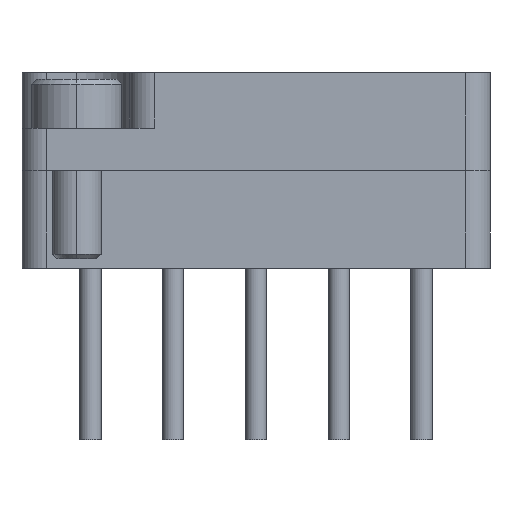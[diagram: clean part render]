
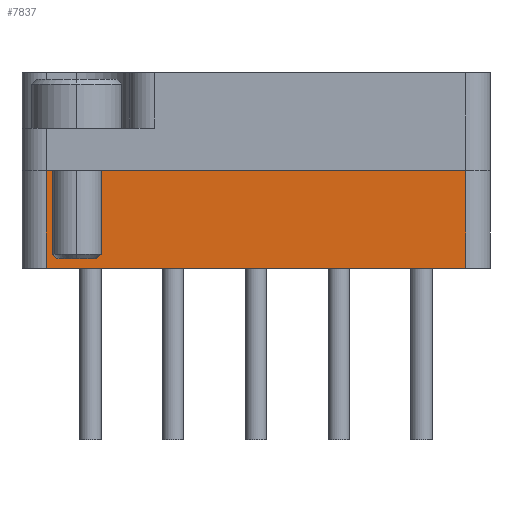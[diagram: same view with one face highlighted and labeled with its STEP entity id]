
A CAD part, front view. The second image highlights one B-rep face of the part: STEP entity #7837.
In plain terms, the highlighted face is planar.
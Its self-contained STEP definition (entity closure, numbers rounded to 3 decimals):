
#55 = VECTOR ( 'NONE', #15069, 1000. ) ;
#2102 = PLANE ( 'NONE',  #19294 ) ;
#2569 = VERTEX_POINT ( 'NONE', #11590 ) ;
#2633 = VERTEX_POINT ( 'NONE', #5766 ) ;
#2950 = VECTOR ( 'NONE', #15689, 1000. ) ;
#3007 = LINE ( 'NONE', #9341, #2950 ) ;
#3606 = LINE ( 'NONE', #17975, #6556 ) ;
#4317 = EDGE_CURVE ( 'NONE', #2633, #6670, #16705, .T. ) ;
#5309 = EDGE_CURVE ( 'NONE', #2569, #2633, #3606, .T. ) ;
#5766 = CARTESIAN_POINT ( 'NONE',  ( 22., 0., 12.85 ) ) ;
#6161 = CARTESIAN_POINT ( 'NONE',  ( 22., -6., 12.85 ) ) ;
#6454 = DIRECTION ( 'NONE',  ( 0., 0., 1. ) ) ;
#6556 = VECTOR ( 'NONE', #16395, 1000. ) ;
#6670 = VERTEX_POINT ( 'NONE', #6161 ) ;
#7837 = ADVANCED_FACE ( 'NONE', ( #8027 ), #2102, .F. ) ;
#8027 = FACE_OUTER_BOUND ( 'NONE', #8223, .T. ) ;
#8223 = EDGE_LOOP ( 'NONE', ( #15837, #16768, #11925, #11282 ) ) ;
#8930 = CARTESIAN_POINT ( 'NONE',  ( 22., 0., -12.85 ) ) ;
#9153 = EDGE_CURVE ( 'NONE', #17597, #2569, #16836, .T. ) ;
#9341 = CARTESIAN_POINT ( 'NONE',  ( 22., -6., 14.35 ) ) ;
#10141 = DIRECTION ( 'NONE',  ( 0., -1., 0. ) ) ;
#11282 = ORIENTED_EDGE ( 'NONE', *, *, #4317, .T. ) ;
#11590 = CARTESIAN_POINT ( 'NONE',  ( 22., 0., -12.85 ) ) ;
#11925 = ORIENTED_EDGE ( 'NONE', *, *, #5309, .T. ) ;
#13818 = CARTESIAN_POINT ( 'NONE',  ( 22., -6., -12.85 ) ) ;
#14674 = DIRECTION ( 'NONE',  ( -1., 0., 0. ) ) ;
#15069 = DIRECTION ( 'NONE',  ( 0., 1., 0. ) ) ;
#15135 = EDGE_CURVE ( 'NONE', #17597, #6670, #3007, .T. ) ;
#15689 = DIRECTION ( 'NONE',  ( 0., 0., 1. ) ) ;
#15837 = ORIENTED_EDGE ( 'NONE', *, *, #15135, .F. ) ;
#16395 = DIRECTION ( 'NONE',  ( 0., 0., 1. ) ) ;
#16705 = LINE ( 'NONE', #18075, #20467 ) ;
#16768 = ORIENTED_EDGE ( 'NONE', *, *, #9153, .T. ) ;
#16836 = LINE ( 'NONE', #8930, #55 ) ;
#17597 = VERTEX_POINT ( 'NONE', #13818 ) ;
#17975 = CARTESIAN_POINT ( 'NONE',  ( 22., 0., 14.35 ) ) ;
#18023 = CARTESIAN_POINT ( 'NONE',  ( 22., -6., 14.35 ) ) ;
#18075 = CARTESIAN_POINT ( 'NONE',  ( 22., -6., 12.85 ) ) ;
#19294 = AXIS2_PLACEMENT_3D ( 'NONE', #18023, #14674, #6454 ) ;
#20467 = VECTOR ( 'NONE', #10141, 1000. ) ;
